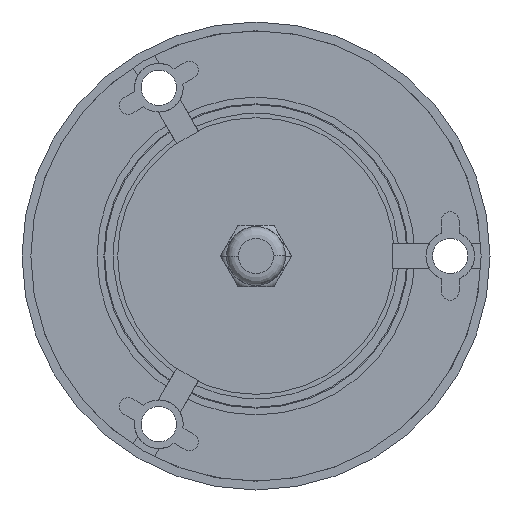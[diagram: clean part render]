
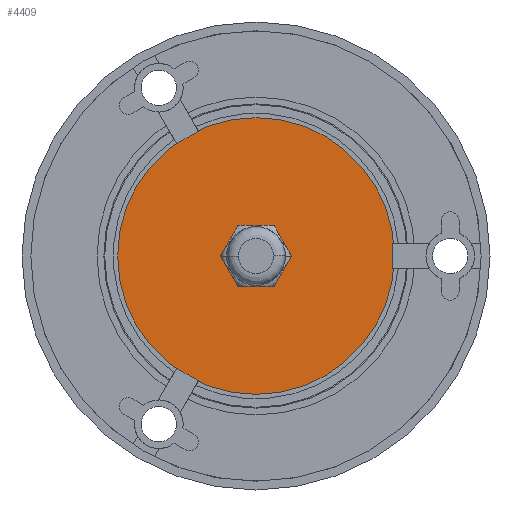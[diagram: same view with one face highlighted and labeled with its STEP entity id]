
A CAD part, front view. The second image highlights one B-rep face of the part: STEP entity #4409.
In plain terms, the highlighted face is planar.
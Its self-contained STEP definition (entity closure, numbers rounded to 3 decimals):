
#3745=CARTESIAN_POINT('',(0.,0.,0.));
#3746=DIRECTION('',(0.,0.,-1.));
#3747=DIRECTION('',(0.,1.,0.));
#3748=AXIS2_PLACEMENT_3D('',#3745,#3746,#3747);
#3750=CARTESIAN_POINT('',(0.,0.,0.));
#3751=DIRECTION('',(0.,0.,-1.));
#3752=DIRECTION('',(0.,-1.,0.));
#3753=AXIS2_PLACEMENT_3D('',#3750,#3751,#3752);
#3755=CARTESIAN_POINT('',(0.,0.,0.));
#3756=DIRECTION('',(0.,0.,1.));
#3757=DIRECTION('',(0.,1.,0.));
#3758=AXIS2_PLACEMENT_3D('',#3755,#3756,#3757);
#3760=CARTESIAN_POINT('',(0.,0.,0.));
#3761=DIRECTION('',(0.,0.,1.));
#3762=DIRECTION('',(0.,-1.,0.));
#3763=AXIS2_PLACEMENT_3D('',#3760,#3761,#3762);
#4235=CARTESIAN_POINT('',(0.,5.9,0.));
#4236=CARTESIAN_POINT('',(0.,-5.9,0.));
#4237=VERTEX_POINT('',#4235);
#4238=VERTEX_POINT('',#4236);
#4271=CARTESIAN_POINT('',(0.,47.,0.));
#4272=CARTESIAN_POINT('',(0.,-47.,0.));
#4273=VERTEX_POINT('',#4271);
#4274=VERTEX_POINT('',#4272);
#4393=CARTESIAN_POINT('',(0.,0.,0.));
#4394=DIRECTION('',(0.,0.,-1.));
#4395=DIRECTION('',(1.,0.,0.));
#4396=AXIS2_PLACEMENT_3D('',#4393,#4394,#4395);
#4397=PLANE('',#4396);
#4398=ORIENTED_EDGE('',*,*,#4383,.F.);
#4400=ORIENTED_EDGE('',*,*,#4399,.F.);
#4401=EDGE_LOOP('',(#4398,#4400));
#4402=FACE_OUTER_BOUND('',#4401,.F.);
#4404=ORIENTED_EDGE('',*,*,#4403,.F.);
#4406=ORIENTED_EDGE('',*,*,#4405,.F.);
#4407=EDGE_LOOP('',(#4404,#4406));
#4408=FACE_BOUND('',#4407,.F.);
#4409=ADVANCED_FACE('',(#4402,#4408),#4397,.F.);
#3749=CIRCLE('',#3748,5.9);
#3754=CIRCLE('',#3753,5.9);
#3759=CIRCLE('',#3758,47.);
#3764=CIRCLE('',#3763,47.);
#4383=EDGE_CURVE('',#4273,#4274,#3759,.T.);
#4399=EDGE_CURVE('',#4274,#4273,#3764,.T.);
#4403=EDGE_CURVE('',#4237,#4238,#3749,.T.);
#4405=EDGE_CURVE('',#4238,#4237,#3754,.T.);
